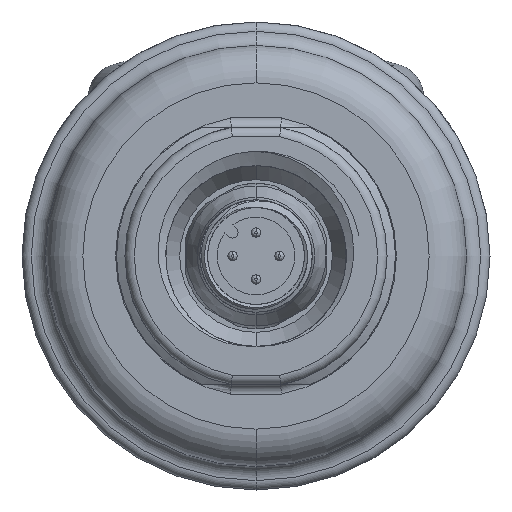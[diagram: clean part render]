
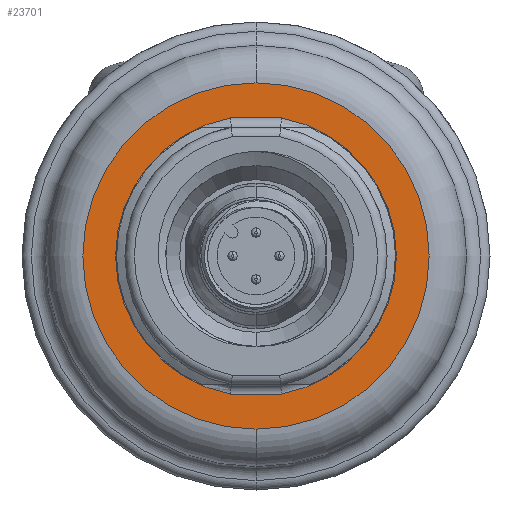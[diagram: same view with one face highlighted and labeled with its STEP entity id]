
A CAD part, front view. The second image highlights one B-rep face of the part: STEP entity #23701.
In plain terms, the highlighted planar face has unit normal (0, -1, 0).
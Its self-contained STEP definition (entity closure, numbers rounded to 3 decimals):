
#3907=CARTESIAN_POINT('',(0.,-3.,0.));
#3908=DIRECTION('',(0.,-1.,0.));
#3909=DIRECTION('',(0.,0.,-1.));
#3910=AXIS2_PLACEMENT_3D('',#3907,#3908,#3909);
#3912=CARTESIAN_POINT('',(0.,-3.,0.));
#3913=DIRECTION('',(0.,-1.,0.));
#3914=DIRECTION('',(0.,0.,1.));
#3915=AXIS2_PLACEMENT_3D('',#3912,#3913,#3914);
#3917=CARTESIAN_POINT('',(0.,-3.,0.));
#3918=DIRECTION('',(0.,-1.,0.));
#3919=DIRECTION('',(-0.182,0.,0.983));
#3920=AXIS2_PLACEMENT_3D('',#3917,#3918,#3919);
#3922=DIRECTION('',(1.,0.,0.));
#3923=VECTOR('',#3922,5.454);
#3924=CARTESIAN_POINT('',(-2.727,-3.,-14.75));
#3925=LINE('',#3924,#3923);
#3926=CARTESIAN_POINT('',(0.,-3.,0.));
#3927=DIRECTION('',(0.,-1.,0.));
#3928=DIRECTION('',(0.182,0.,-0.983));
#3929=AXIS2_PLACEMENT_3D('',#3926,#3927,#3928);
#3931=DIRECTION('',(-1.,0.,0.));
#3932=VECTOR('',#3931,5.454);
#3933=CARTESIAN_POINT('',(2.727,-3.,14.75));
#3934=LINE('',#3933,#3932);
#20115=CARTESIAN_POINT('',(-2.727,-3.,14.75));
#20116=CARTESIAN_POINT('',(-2.727,-3.,-14.75));
#20117=VERTEX_POINT('',#20115);
#20118=VERTEX_POINT('',#20116);
#20123=CARTESIAN_POINT('',(2.727,-3.,-14.75));
#20124=CARTESIAN_POINT('',(2.727,-3.,14.75));
#20125=VERTEX_POINT('',#20123);
#20126=VERTEX_POINT('',#20124);
#20375=CARTESIAN_POINT('',(0.,-3.,-18.5));
#20376=CARTESIAN_POINT('',(0.,-3.,18.5));
#20377=VERTEX_POINT('',#20375);
#20378=VERTEX_POINT('',#20376);
#23681=CARTESIAN_POINT('',(0.,-3.,0.));
#23682=DIRECTION('',(0.,-1.,0.));
#23683=DIRECTION('',(0.,0.,1.));
#23684=AXIS2_PLACEMENT_3D('',#23681,#23682,#23683);
#23685=PLANE('',#23684);
#23687=ORIENTED_EDGE('',*,*,#23686,.F.);
#23689=ORIENTED_EDGE('',*,*,#23688,.F.);
#23690=EDGE_LOOP('',(#23687,#23689));
#23691=FACE_OUTER_BOUND('',#23690,.F.);
#23692=ORIENTED_EDGE('',*,*,#23671,.T.);
#23694=ORIENTED_EDGE('',*,*,#23693,.T.);
#23696=ORIENTED_EDGE('',*,*,#23695,.T.);
#23698=ORIENTED_EDGE('',*,*,#23697,.T.);
#23699=EDGE_LOOP('',(#23692,#23694,#23696,#23698));
#23700=FACE_BOUND('',#23699,.F.);
#23701=ADVANCED_FACE('',(#23691,#23700),#23685,.T.);
#3911=CIRCLE('',#3910,18.5);
#3916=CIRCLE('',#3915,18.5);
#3921=CIRCLE('',#3920,15.);
#3930=CIRCLE('',#3929,15.);
#23671=EDGE_CURVE('',#20117,#20118,#3921,.T.);
#23686=EDGE_CURVE('',#20377,#20378,#3911,.T.);
#23688=EDGE_CURVE('',#20378,#20377,#3916,.T.);
#23693=EDGE_CURVE('',#20118,#20125,#3925,.T.);
#23695=EDGE_CURVE('',#20125,#20126,#3930,.T.);
#23697=EDGE_CURVE('',#20126,#20117,#3934,.T.);
